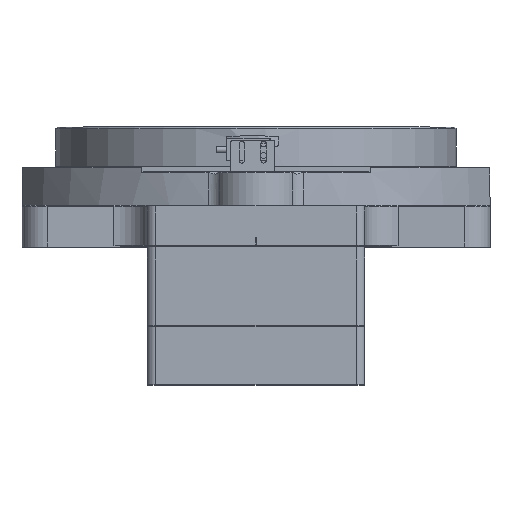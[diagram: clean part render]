
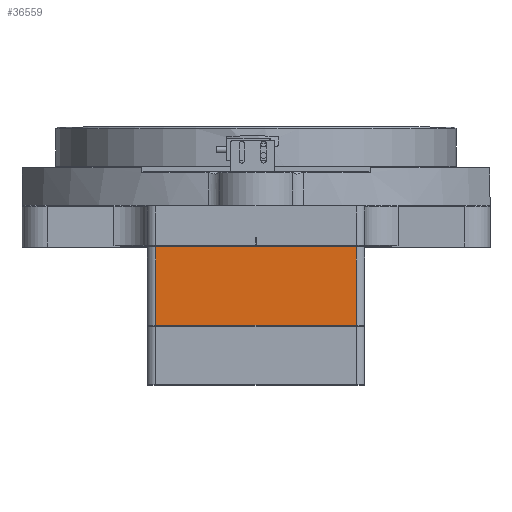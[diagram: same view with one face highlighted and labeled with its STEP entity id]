
A CAD part, top view. The second image highlights one B-rep face of the part: STEP entity #36559.
In plain terms, the highlighted planar face has unit normal (0, 0, 1).
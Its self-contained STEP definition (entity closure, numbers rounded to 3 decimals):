
#131 = EDGE_CURVE ( 'NONE', #12176, #18040, #10470, .T. ) ;
#2629 = VECTOR ( 'NONE', #15306, 1000. ) ;
#7401 = EDGE_CURVE ( 'NONE', #35618, #31092, #27213, .T. ) ;
#8026 = CARTESIAN_POINT ( 'NONE',  ( -60., -47., 206. ) ) ;
#10393 = DIRECTION ( 'NONE',  ( 0., -1., 0. ) ) ;
#10437 = CARTESIAN_POINT ( 'NONE',  ( -60., 0.5, 206. ) ) ;
#10470 = LINE ( 'NONE', #10437, #34518 ) ;
#12119 = CARTESIAN_POINT ( 'NONE',  ( -60., 0., 206. ) ) ;
#12176 = VERTEX_POINT ( 'NONE', #12119 ) ;
#13367 = DIRECTION ( 'NONE',  ( -1., 0., 0. ) ) ;
#13404 = DIRECTION ( 'NONE',  ( 0., 0., 1. ) ) ;
#13439 = CARTESIAN_POINT ( 'NONE',  ( 65., 0.5, 206. ) ) ;
#13446 = PLANE ( 'NONE',  #22873 ) ;
#13481 = FACE_OUTER_BOUND ( 'NONE', #32983, .T. ) ;
#14329 = EDGE_CURVE ( 'NONE', #18040, #35618, #18266, .T. ) ;
#15306 = DIRECTION ( 'NONE',  ( -1., 0., 0. ) ) ;
#15315 = CARTESIAN_POINT ( 'NONE',  ( -60., 0., 206. ) ) ;
#15347 = LINE ( 'NONE', #15315, #2629 ) ;
#18040 = VERTEX_POINT ( 'NONE', #8026 ) ;
#18217 = DIRECTION ( 'NONE',  ( 1., 0., 0. ) ) ;
#18226 = CARTESIAN_POINT ( 'NONE',  ( 65., -47., 206. ) ) ;
#18266 = LINE ( 'NONE', #18226, #27838 ) ;
#22873 = AXIS2_PLACEMENT_3D ( 'NONE', #13439, #13404, #13367 ) ;
#23679 = CARTESIAN_POINT ( 'NONE',  ( 60., 0., 206. ) ) ;
#27213 = LINE ( 'NONE', #27302, #33707 ) ;
#27269 = DIRECTION ( 'NONE',  ( 0., 1., 0. ) ) ;
#27302 = CARTESIAN_POINT ( 'NONE',  ( 60., 0.5, 206. ) ) ;
#27838 = VECTOR ( 'NONE', #18217, 1000. ) ;
#28930 = CARTESIAN_POINT ( 'NONE',  ( 60., -47., 206. ) ) ;
#31092 = VERTEX_POINT ( 'NONE', #23679 ) ;
#31684 = EDGE_CURVE ( 'NONE', #31092, #12176, #15347, .T. ) ;
#31915 = ORIENTED_EDGE ( 'NONE', *, *, #7401, .T. ) ;
#32046 = ORIENTED_EDGE ( 'NONE', *, *, #31684, .T. ) ;
#32051 = ORIENTED_EDGE ( 'NONE', *, *, #131, .T. ) ;
#32190 = ORIENTED_EDGE ( 'NONE', *, *, #14329, .T. ) ;
#32983 = EDGE_LOOP ( 'NONE', ( #31915, #32046, #32051, #32190 ) ) ;
#33707 = VECTOR ( 'NONE', #27269, 1000. ) ;
#34518 = VECTOR ( 'NONE', #10393, 1000. ) ;
#35618 = VERTEX_POINT ( 'NONE', #28930 ) ;
#36559 = ADVANCED_FACE ( 'NONE', ( #13481 ), #13446, .T. ) ;
